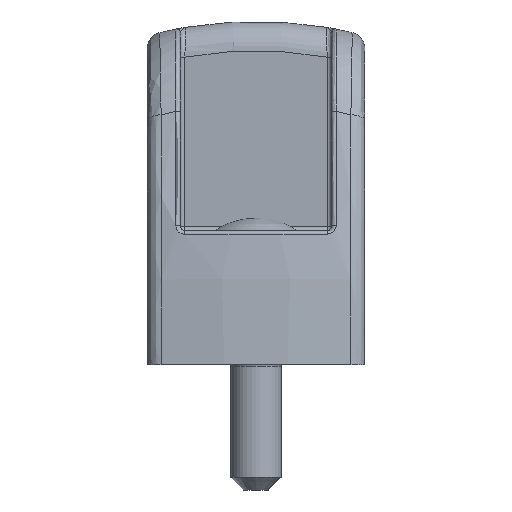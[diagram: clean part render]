
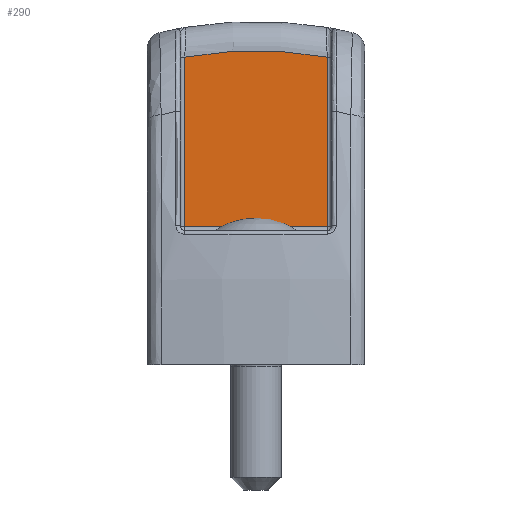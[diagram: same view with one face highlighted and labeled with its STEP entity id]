
A CAD part, left-side view. The second image highlights one B-rep face of the part: STEP entity #290.
In plain terms, the highlighted planar face has unit normal (-1, 0, 0).
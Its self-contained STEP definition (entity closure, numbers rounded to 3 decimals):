
#290 = ADVANCED_FACE( '', ( #679 ), #680, .T. );
#679 = FACE_OUTER_BOUND( '', #2836, .T. );
#680 = PLANE( '', #2837 );
#2836 = EDGE_LOOP( '', ( #6300, #6301, #6302, #6303 ) );
#2837 = AXIS2_PLACEMENT_3D( '', #6304, #6305, #6306 );
#6300 = ORIENTED_EDGE( '', *, *, #7158, .T. );
#6301 = ORIENTED_EDGE( '', *, *, #7028, .T. );
#6302 = ORIENTED_EDGE( '', *, *, #7295, .T. );
#6303 = ORIENTED_EDGE( '', *, *, #7296, .T. );
#6304 = CARTESIAN_POINT( '', ( -50., -9., 80.138 ) );
#6305 = DIRECTION( '', ( -1., 0., 0. ) );
#6306 = DIRECTION( '', ( 0., 0., 1. ) );
#7028 = EDGE_CURVE( '', #7515, #7520, #7522, .F. );
#7158 = EDGE_CURVE( '', #7627, #7515, #7740, .F. );
#7295 = EDGE_CURVE( '', #7520, #7605, #7960, .T. );
#7296 = EDGE_CURVE( '', #7605, #7627, #7961, .T. );
#7515 = VERTEX_POINT( '', #8219 );
#7520 = VERTEX_POINT( '', #8225 );
#7522 = LINE( '', #8227, #8228 );
#7605 = VERTEX_POINT( '', #8770 );
#7627 = VERTEX_POINT( '', #8927 );
#7740 = LINE( '', #9274, #9275 );
#7960 = CIRCLE( '', #10111, 46.5 );
#7961 = LINE( '', #10112, #10113 );
#8219 = CARTESIAN_POINT( '', ( -50., -8.5, 16.5 ) );
#8225 = CARTESIAN_POINT( '', ( -50., -8.5, 36.717 ) );
#8227 = CARTESIAN_POINT( '', ( -50., -8.5, 36.621 ) );
#8228 = VECTOR( '', #11261, 1000. );
#8770 = CARTESIAN_POINT( '', ( -50., 8.5, 36.717 ) );
#8927 = CARTESIAN_POINT( '', ( -50., 8.5, 16.5 ) );
#9274 = CARTESIAN_POINT( '', ( -50., -9., 16.5 ) );
#9275 = VECTOR( '', #11417, 1000. );
#10111 = AXIS2_PLACEMENT_3D( '', #11592, #11593, #11594 );
#10112 = CARTESIAN_POINT( '', ( -50., 8.5, 16. ) );
#10113 = VECTOR( '', #11595, 1000. );
#11261 = DIRECTION( '', ( 0., 0., -1. ) );
#11417 = DIRECTION( '', ( 0., 1., 0. ) );
#11592 = CARTESIAN_POINT( '', ( -50., 0., -9. ) );
#11593 = DIRECTION( '', ( -1., 0., 0. ) );
#11594 = DIRECTION( '', ( 0., 0., 1. ) );
#11595 = DIRECTION( '', ( 0., 0., -1. ) );
